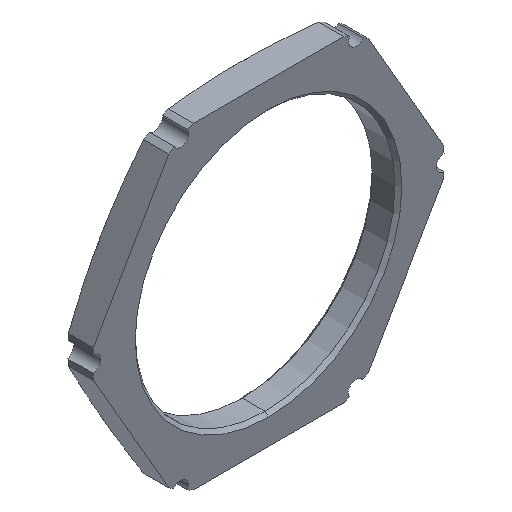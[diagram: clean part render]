
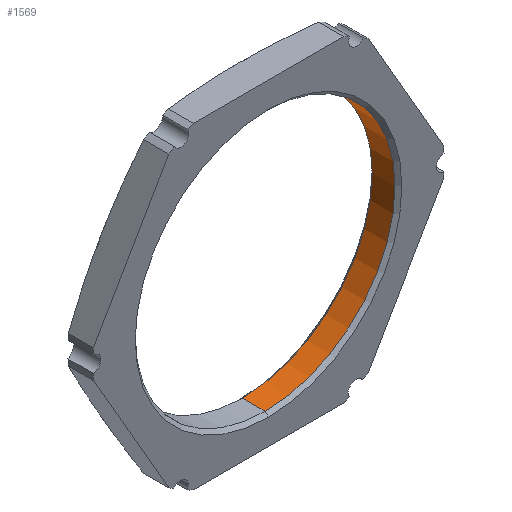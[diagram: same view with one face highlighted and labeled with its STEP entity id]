
A CAD part, isometric view. The second image highlights one B-rep face of the part: STEP entity #1569.
In plain terms, the highlighted cylindrical face has radius 30.688 mm (diameter 61.376 mm), a partial arc.
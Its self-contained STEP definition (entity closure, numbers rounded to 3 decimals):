
#791=CARTESIAN_POINT('',(0.,6.188,0.));
#792=DIRECTION('',(0.,-1.,0.));
#793=DIRECTION('',(0.,0.,-1.));
#794=AXIS2_PLACEMENT_3D('',#791,#792,#793);
#809=DIRECTION('',(0.,1.,0.));
#810=VECTOR('',#809,5.376);
#811=CARTESIAN_POINT('',(0.,0.812,30.688));
#812=LINE('',#811,#810);
#813=DIRECTION('',(0.,1.,0.));
#814=VECTOR('',#813,5.376);
#815=CARTESIAN_POINT('',(0.,0.812,-30.688));
#816=LINE('',#815,#814);
#817=CARTESIAN_POINT('',(0.,0.812,0.));
#818=DIRECTION('',(0.,1.,0.));
#819=DIRECTION('',(0.,0.,1.));
#820=AXIS2_PLACEMENT_3D('',#817,#818,#819);
#948=CARTESIAN_POINT('',(0.,0.812,-30.688));
#950=VERTEX_POINT('',#948);
#952=CARTESIAN_POINT('',(0.,0.812,30.688));
#954=VERTEX_POINT('',#952);
#956=CARTESIAN_POINT('',(0.,6.188,30.688));
#958=VERTEX_POINT('',#956);
#960=CARTESIAN_POINT('',(0.,6.188,-30.688));
#962=VERTEX_POINT('',#960);
#1557=CARTESIAN_POINT('',(0.,0.,0.));
#1558=DIRECTION('',(0.,1.,0.));
#1559=DIRECTION('',(0.,0.,-1.));
#1560=AXIS2_PLACEMENT_3D('',#1557,#1558,#1559);
#1561=CYLINDRICAL_SURFACE('',#1560,30.688);
#1562=ORIENTED_EDGE('',*,*,#1522,.T.);
#1563=ORIENTED_EDGE('',*,*,#1552,.F.);
#1565=ORIENTED_EDGE('',*,*,#1564,.T.);
#1566=ORIENTED_EDGE('',*,*,#1548,.T.);
#1567=EDGE_LOOP('',(#1562,#1563,#1565,#1566));
#1568=FACE_OUTER_BOUND('',#1567,.F.);
#1569=ADVANCED_FACE('',(#1568),#1561,.F.);
#795=CIRCLE('',#794,30.688);
#821=CIRCLE('',#820,30.688);
#1522=EDGE_CURVE('',#962,#958,#795,.T.);
#1548=EDGE_CURVE('',#950,#962,#816,.T.);
#1552=EDGE_CURVE('',#954,#958,#812,.T.);
#1564=EDGE_CURVE('',#954,#950,#821,.T.);
